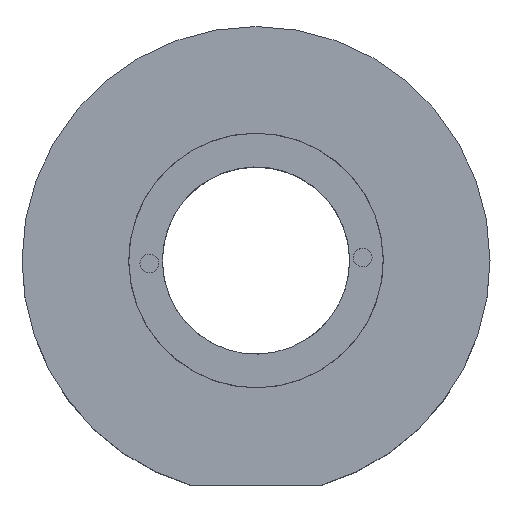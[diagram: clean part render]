
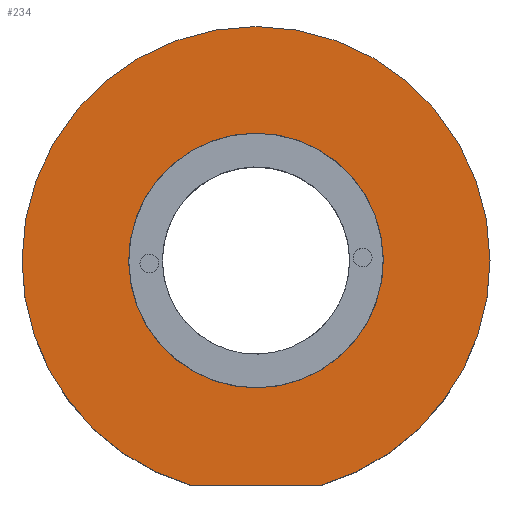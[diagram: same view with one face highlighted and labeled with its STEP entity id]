
A CAD part, top view. The second image highlights one B-rep face of the part: STEP entity #234.
In plain terms, the highlighted planar face has unit normal (0, 0, 1).
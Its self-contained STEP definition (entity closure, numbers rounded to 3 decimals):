
#1 = DIRECTION ( 'NONE',  ( 1., 0., 0. ) ) ;
#8 = VECTOR ( 'NONE', #510, 1000. ) ;
#57 = EDGE_CURVE ( 'NONE', #643, #709, #292, .T. ) ;
#62 = CARTESIAN_POINT ( 'NONE',  ( -17.445, 4.39, 2.5 ) ) ;
#107 = ORIENTED_EDGE ( 'NONE', *, *, #57, .T. ) ;
#128 = AXIS2_PLACEMENT_3D ( 'NONE', #591, #893, #535 ) ;
#130 = DIRECTION ( 'NONE',  ( 1., 0., 0. ) ) ;
#152 = ORIENTED_EDGE ( 'NONE', *, *, #882, .T. ) ;
#154 = VERTEX_POINT ( 'NONE', #62 ) ;
#212 = EDGE_CURVE ( 'NONE', #935, #154, #502, .T. ) ;
#226 = CARTESIAN_POINT ( 'NONE',  ( 1.855, 4.39, 2.5 ) ) ;
#234 = ADVANCED_FACE ( 'NONE', ( #626, #856 ), #432, .T. ) ;
#239 = ORIENTED_EDGE ( 'NONE', *, *, #212, .F. ) ;
#241 = ORIENTED_EDGE ( 'NONE', *, *, #537, .F. ) ;
#272 = DIRECTION ( 'NONE',  ( 1., 0., 0. ) ) ;
#285 = CIRCLE ( 'NONE', #546, 6.8 ) ;
#289 = DIRECTION ( 'NONE',  ( 0., 0., 1. ) ) ;
#292 = CIRCLE ( 'NONE', #407, 12.5 ) ;
#313 = CARTESIAN_POINT ( 'NONE',  ( -10.645, 4.39, 2.5 ) ) ;
#320 = DIRECTION ( 'NONE',  ( 0., 0., 1. ) ) ;
#326 = LINE ( 'NONE', #723, #8 ) ;
#353 = DIRECTION ( 'NONE',  ( 0., 0., 1. ) ) ;
#359 = DIRECTION ( 'NONE',  ( 0., 0., 1. ) ) ;
#375 = EDGE_LOOP ( 'NONE', ( #239, #241 ) ) ;
#400 = CIRCLE ( 'NONE', #695, 12.5 ) ;
#407 = AXIS2_PLACEMENT_3D ( 'NONE', #481, #484, #272 ) ;
#432 = PLANE ( 'NONE',  #128 ) ;
#447 = EDGE_LOOP ( 'NONE', ( #635, #107, #581, #152 ) ) ;
#481 = CARTESIAN_POINT ( 'NONE',  ( -10.645, 4.39, 2.5 ) ) ;
#484 = DIRECTION ( 'NONE',  ( 0., 0., 1. ) ) ;
#495 = AXIS2_PLACEMENT_3D ( 'NONE', #868, #289, #719 ) ;
#502 = CIRCLE ( 'NONE', #615, 6.8 ) ;
#505 = DIRECTION ( 'NONE',  ( 1., 0., 0. ) ) ;
#510 = DIRECTION ( 'NONE',  ( 1., 0., 0. ) ) ;
#535 = DIRECTION ( 'NONE',  ( 1., 0., 0. ) ) ;
#537 = EDGE_CURVE ( 'NONE', #154, #935, #285, .T. ) ;
#539 = CARTESIAN_POINT ( 'NONE',  ( -23.145, 4.39, 2.5 ) ) ;
#546 = AXIS2_PLACEMENT_3D ( 'NONE', #722, #359, #505 ) ;
#559 = EDGE_CURVE ( 'NONE', #921, #643, #740, .T. ) ;
#581 = ORIENTED_EDGE ( 'NONE', *, *, #844, .T. ) ;
#586 = CARTESIAN_POINT ( 'NONE',  ( -3.845, 4.39, 2.5 ) ) ;
#591 = CARTESIAN_POINT ( 'NONE',  ( -10.645, 4.39, 2.5 ) ) ;
#595 = CARTESIAN_POINT ( 'NONE',  ( -7.145, -7.61, 2.5 ) ) ;
#615 = AXIS2_PLACEMENT_3D ( 'NONE', #313, #320, #1 ) ;
#626 = FACE_BOUND ( 'NONE', #375, .T. ) ;
#635 = ORIENTED_EDGE ( 'NONE', *, *, #559, .T. ) ;
#643 = VERTEX_POINT ( 'NONE', #226 ) ;
#695 = AXIS2_PLACEMENT_3D ( 'NONE', #787, #353, #130 ) ;
#709 = VERTEX_POINT ( 'NONE', #539 ) ;
#719 = DIRECTION ( 'NONE',  ( 1., 0., 0. ) ) ;
#722 = CARTESIAN_POINT ( 'NONE',  ( -10.645, 4.39, 2.5 ) ) ;
#723 = CARTESIAN_POINT ( 'NONE',  ( -14.145, -7.61, 2.5 ) ) ;
#736 = VERTEX_POINT ( 'NONE', #925 ) ;
#740 = CIRCLE ( 'NONE', #495, 12.5 ) ;
#787 = CARTESIAN_POINT ( 'NONE',  ( -10.645, 4.39, 2.5 ) ) ;
#844 = EDGE_CURVE ( 'NONE', #709, #736, #400, .T. ) ;
#856 = FACE_OUTER_BOUND ( 'NONE', #447, .T. ) ;
#868 = CARTESIAN_POINT ( 'NONE',  ( -10.645, 4.39, 2.5 ) ) ;
#882 = EDGE_CURVE ( 'NONE', #736, #921, #326, .T. ) ;
#893 = DIRECTION ( 'NONE',  ( 0., 0., 1. ) ) ;
#921 = VERTEX_POINT ( 'NONE', #595 ) ;
#925 = CARTESIAN_POINT ( 'NONE',  ( -14.145, -7.61, 2.5 ) ) ;
#935 = VERTEX_POINT ( 'NONE', #586 ) ;
